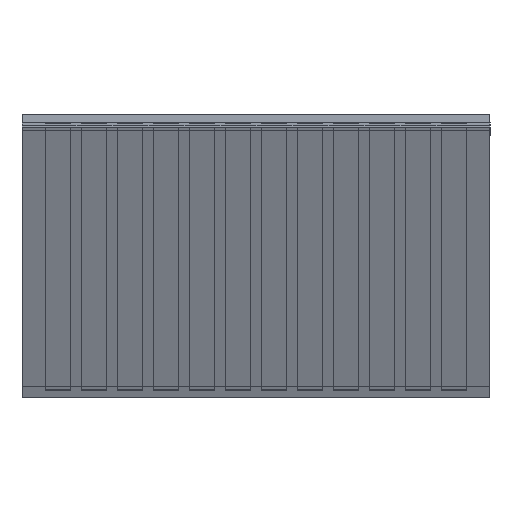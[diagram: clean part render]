
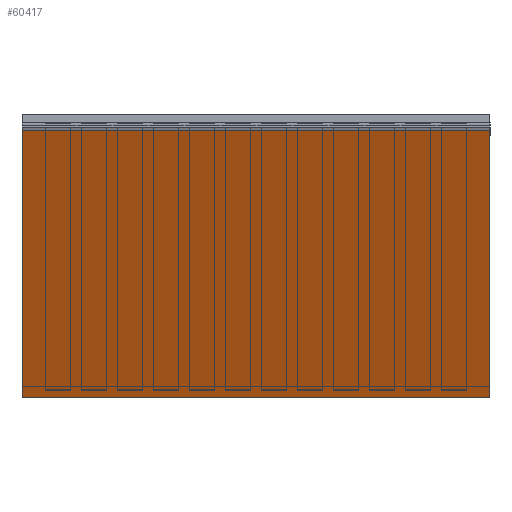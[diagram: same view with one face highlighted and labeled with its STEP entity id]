
A CAD part, left-side view. The second image highlights one B-rep face of the part: STEP entity #60417.
In plain terms, the highlighted planar face has unit normal (-0.914, 0, -0.405).
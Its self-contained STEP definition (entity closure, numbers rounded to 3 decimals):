
#1018=ORIENTED_EDGE('',*,*,#12493,.T.);
#1019=ORIENTED_EDGE('',*,*,#12809,.F.);
#1020=ORIENTED_EDGE('',*,*,#12707,.F.);
#1021=ORIENTED_EDGE('',*,*,#12810,.T.);
#12493=EDGE_CURVE('',#18417,#18416,#22461,.T.);
#12707=EDGE_CURVE('',#18629,#18630,#22675,.T.);
#12809=EDGE_CURVE('',#18630,#18416,#22777,.T.);
#12810=EDGE_CURVE('',#18629,#18417,#22778,.T.);
#18416=VERTEX_POINT('',#77381);
#18417=VERTEX_POINT('',#77383);
#18629=VERTEX_POINT('',#77809);
#18630=VERTEX_POINT('',#77811);
#22461=LINE('',#77382,#28453);
#22675=LINE('',#77810,#28667);
#22777=LINE('',#78011,#28769);
#22778=LINE('',#78013,#28770);
#28453=VECTOR('',#66144,1000.);
#28667=VECTOR('',#66360,1000.);
#28769=VECTOR('',#66504,1000.);
#28770=VECTOR('',#66507,1000.);
#34344=EDGE_LOOP('',(#1018,#1019,#1020,#1021));
#36938=FACE_BOUND('',#34344,.T.);
#39532=PLANE('',#63306);
#60417=ADVANCED_FACE('',(#36938),#39532,.F.);
#63306=AXIS2_PLACEMENT_3D('',#78012,#66505,#66506);
#66144=DIRECTION('',(-0.405,0.,0.914));
#66360=DIRECTION('',(-0.405,0.,0.914));
#66504=DIRECTION('',(0.,-1.,0.));
#66505=DIRECTION('',(0.914,0.,0.405));
#66506=DIRECTION('',(0.405,0.,-0.914));
#66507=DIRECTION('',(0.,-1.,0.));
#77381=CARTESIAN_POINT('',(35.04,0.,-0.167));
#77382=CARTESIAN_POINT('',(35.04,0.,-0.167));
#77383=CARTESIAN_POINT('',(38.32,0.,-7.575));
#77809=CARTESIAN_POINT('',(38.32,13.,-7.575));
#77810=CARTESIAN_POINT('',(35.04,13.,-0.167));
#77811=CARTESIAN_POINT('',(35.04,13.,-0.167));
#78011=CARTESIAN_POINT('',(35.04,13.,-0.167));
#78012=CARTESIAN_POINT('',(35.04,13.,-0.167));
#78013=CARTESIAN_POINT('',(38.32,13.,-7.575));
